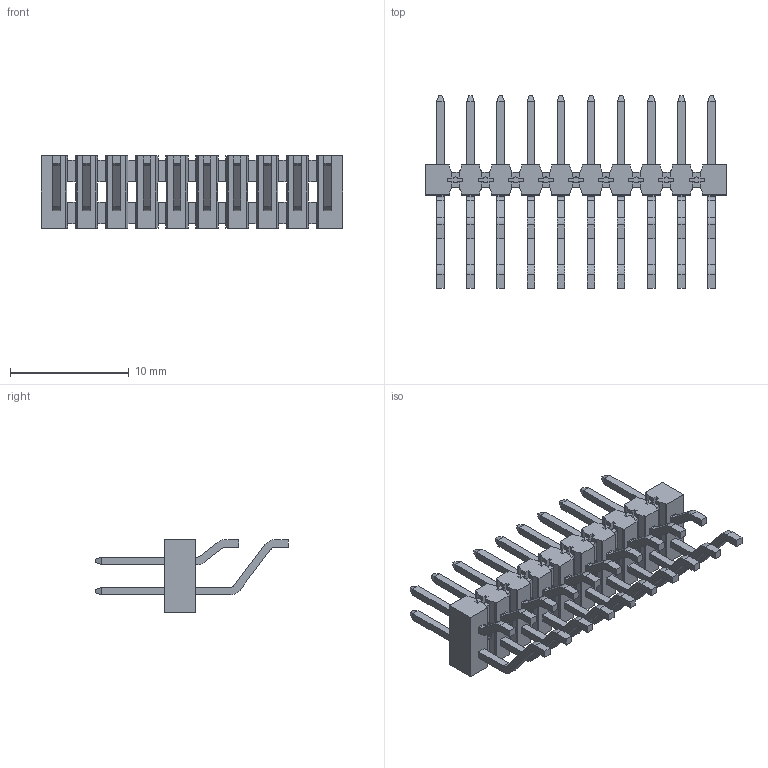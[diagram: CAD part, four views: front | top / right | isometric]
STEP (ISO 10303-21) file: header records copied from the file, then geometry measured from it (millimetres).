
FILE_DESCRIPTION (( 'STEP AP214' ), '1' );
FILE_NAME ('Samtec-TSM-110-01-L-DH.step', '2013-10-31T03:02:42', ( 'Windows User' ), ( '' ), 'SwSTEP 2.0', 'SolidWorks 2014', '' );
FILE_SCHEMA (( 'AUTOMOTIVE_DESIGN' ));
Length unit declared in the file: inch
Products named in the file (1): Samtec-TSM-110-01-L-DH
Bounding box: 25.4 x 16.26 x 6.1 mm (x, y, z)
Volume: 403.4 mm3; surface area: 1304.4 mm2
Topology: 1 solids, 1 shells, 932 faces, 2572 edges, 1664 vertices
Faces by surface type: plane 816, cylinder 116
Entity records: 35544 total; most frequent: CARTESIAN_POINT 5169, ORIENTED_EDGE 5144, DIRECTION 4670, EDGE_CURVE 2572, VECTOR 2340, LINE 2340, VERTEX_POINT 1664, AXIS2_PLACEMENT_3D 1165
